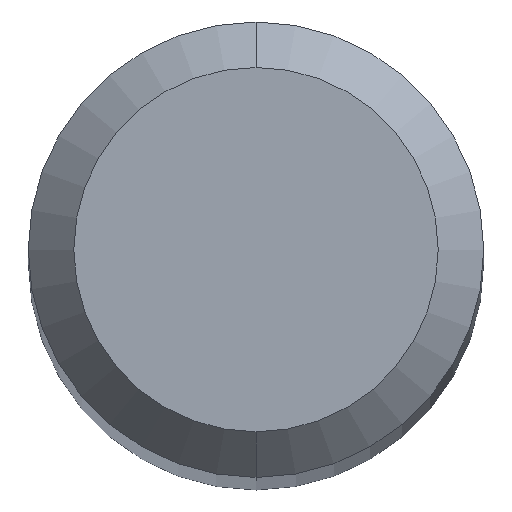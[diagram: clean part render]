
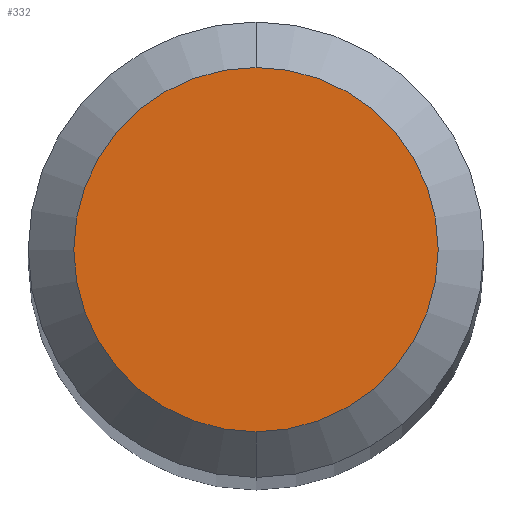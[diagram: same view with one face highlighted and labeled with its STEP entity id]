
A CAD part, top view. The second image highlights one B-rep face of the part: STEP entity #332.
In plain terms, the highlighted planar face has unit normal (0, 0, 1).
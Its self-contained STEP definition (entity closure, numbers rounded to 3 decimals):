
#216=VERTEX_POINT('',#521);
#322=EDGE_CURVE('',#438,#216,#638,.T.);
#332=ADVANCED_FACE('',(#648),#649,.T.);
#390=EDGE_CURVE('',#216,#438,#715,.T.);
#438=VERTEX_POINT('',#767);
#521=CARTESIAN_POINT('',(0.,-1.2,0.0));
#638=CIRCLE('',#1129,1.2);
#648=FACE_OUTER_BOUND('',#1157,.T.);
#649=PLANE('',#1158);
#715=CIRCLE('',#1274,1.2);
#767=CARTESIAN_POINT('',(0.0,1.2,0.0));
#1129=AXIS2_PLACEMENT_3D('',#1599,#1600,#1601);
#1157=EDGE_LOOP('',(#1605,#1606));
#1158=AXIS2_PLACEMENT_3D('',#1607,#1608,#1609);
#1274=AXIS2_PLACEMENT_3D('',#1690,#1691,#1692);
#1599=CARTESIAN_POINT('',(0.0,0.0,0.0));
#1600=DIRECTION('',(0.0,0.0,-1.0));
#1601=DIRECTION('',(0.0,1.0,0.0));
#1605=ORIENTED_EDGE('',*,*,#322,.F.);
#1606=ORIENTED_EDGE('',*,*,#390,.F.);
#1607=CARTESIAN_POINT('',(0.0,0.6,0.0));
#1608=DIRECTION('',(-0.0,0.0,1.0));
#1609=DIRECTION('',(0.0,-1.0,0.0));
#1690=CARTESIAN_POINT('',(0.0,0.0,0.0));
#1691=DIRECTION('',(0.0,0.0,-1.0));
#1692=DIRECTION('',(0.0,1.0,0.0));
